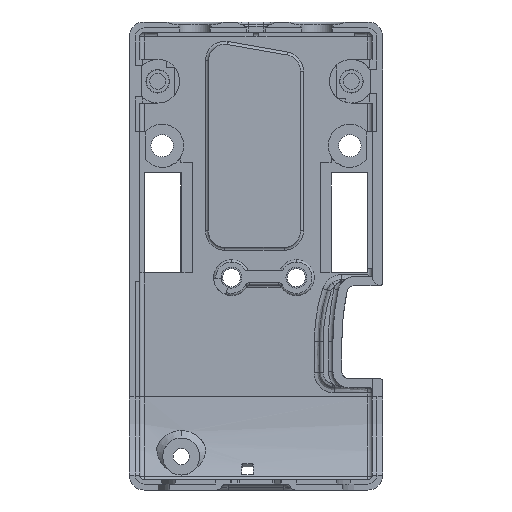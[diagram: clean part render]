
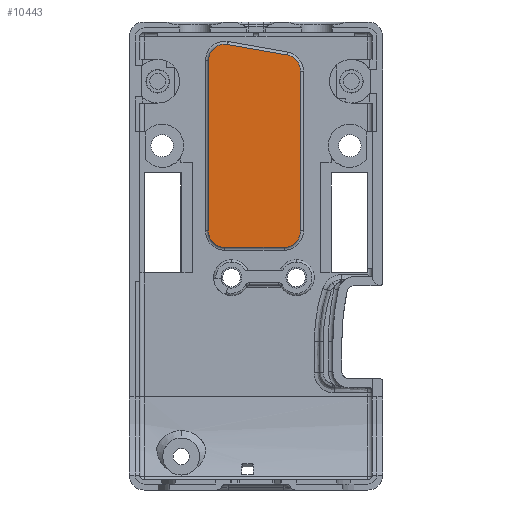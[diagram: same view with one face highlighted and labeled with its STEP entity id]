
A CAD part, front view. The second image highlights one B-rep face of the part: STEP entity #10443.
In plain terms, the highlighted planar face has unit normal (0, -1, 0).
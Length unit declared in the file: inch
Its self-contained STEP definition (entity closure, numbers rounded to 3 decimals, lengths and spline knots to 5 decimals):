
#767 = DIRECTION ( 'NONE',  ( 0., 0., -1. ) ) ;
#1195 = ORIENTED_EDGE ( 'NONE', *, *, #13201, .T. ) ;
#1411 = EDGE_CURVE ( 'NONE', #6599, #21540, #18830, .T. ) ;
#1466 = CARTESIAN_POINT ( 'NONE',  ( 0.29874, 0.28764, 2.68631 ) ) ;
#1521 = CARTESIAN_POINT ( 'NONE',  ( -0.20958, 0.28764, 1.61353 ) ) ;
#1582 = DIRECTION ( 'NONE',  ( 0., 0., -1. ) ) ;
#1607 = DIRECTION ( 'NONE',  ( 0., 0., -1. ) ) ;
#1994 = EDGE_CURVE ( 'NONE', #4629, #6236, #4882, .T. ) ;
#2193 = CIRCLE ( 'NONE', #9858, 0.11 ) ;
#2353 = ORIENTED_EDGE ( 'NONE', *, *, #19378, .T. ) ;
#2933 = CIRCLE ( 'NONE', #14071, 0.11 ) ;
#3290 = CARTESIAN_POINT ( 'NONE',  ( -0.20958, 0.28764, 2.75654 ) ) ;
#3402 = DIRECTION ( 'NONE',  ( 0., 0., -1. ) ) ;
#3793 = EDGE_CURVE ( 'NONE', #14700, #6599, #19542, .T. ) ;
#4140 = CARTESIAN_POINT ( 'NONE',  ( -0.20958, 0.28764, 2.75654 ) ) ;
#4536 = CARTESIAN_POINT ( 'NONE',  ( 0.29874, 0.28764, 1.61353 ) ) ;
#4629 = VERTEX_POINT ( 'NONE', #16725 ) ;
#4644 = DIRECTION ( 'NONE',  ( 0., 0., 1. ) ) ;
#4858 = CARTESIAN_POINT ( 'NONE',  ( -0.31958, 0.28764, 2.75654 ) ) ;
#4882 = LINE ( 'NONE', #18179, #19471 ) ;
#5037 = PLANE ( 'NONE',  #9480 ) ;
#5075 = CARTESIAN_POINT ( 'NONE',  ( -0.20958, 0.28764, 2.86654 ) ) ;
#5242 = FACE_OUTER_BOUND ( 'NONE', #14749, .T. ) ;
#5761 = CARTESIAN_POINT ( 'NONE',  ( -0.31958, 0.28764, 1.61353 ) ) ;
#6046 = ORIENTED_EDGE ( 'NONE', *, *, #1994, .T. ) ;
#6236 = VERTEX_POINT ( 'NONE', #17351 ) ;
#6359 = EDGE_CURVE ( 'NONE', #21540, #19622, #18327, .T. ) ;
#6599 = VERTEX_POINT ( 'NONE', #15256 ) ;
#7867 = DIRECTION ( 'NONE',  ( 0., -1., 0. ) ) ;
#8000 = DIRECTION ( 'NONE',  ( -0.985, 0., 0.174 ) ) ;
#8017 = CARTESIAN_POINT ( 'NONE',  ( -0.31958, 0.28764, 1.61353 ) ) ;
#8033 = LINE ( 'NONE', #4536, #15639 ) ;
#8104 = CARTESIAN_POINT ( 'NONE',  ( 0.00499, 0.28764, 2.83041 ) ) ;
#8145 = EDGE_CURVE ( 'NONE', #8406, #4629, #2933, .T. ) ;
#8265 = DIRECTION ( 'NONE',  ( 1., 0., 0. ) ) ;
#8406 = VERTEX_POINT ( 'NONE', #5761 ) ;
#8914 = AXIS2_PLACEMENT_3D ( 'NONE', #4140, #15596, #10784 ) ;
#9480 = AXIS2_PLACEMENT_3D ( 'NONE', #3290, #11893, #3402 ) ;
#9768 = AXIS2_PLACEMENT_3D ( 'NONE', #20380, #12108, #767 ) ;
#9858 = AXIS2_PLACEMENT_3D ( 'NONE', #11742, #16539, #1607 ) ;
#10300 = ORIENTED_EDGE ( 'NONE', *, *, #1411, .T. ) ;
#10443 = ADVANCED_FACE ( 'NONE', ( #5242 ), #5037, .T. ) ;
#10784 = DIRECTION ( 'NONE',  ( 0., 0., -1. ) ) ;
#11062 = CARTESIAN_POINT ( 'NONE',  ( 0.29874, 0.28764, 1.61353 ) ) ;
#11733 = EDGE_CURVE ( 'NONE', #6236, #19472, #2193, .T. ) ;
#11742 = CARTESIAN_POINT ( 'NONE',  ( 0.18874, 0.28764, 1.61353 ) ) ;
#11893 = DIRECTION ( 'NONE',  ( 0., -1., 0. ) ) ;
#11962 = DIRECTION ( 'NONE',  ( 0., -1., 0. ) ) ;
#12108 = DIRECTION ( 'NONE',  ( 0., -1., 0. ) ) ;
#13201 = EDGE_CURVE ( 'NONE', #19472, #17833, #8033, .T. ) ;
#13550 = CARTESIAN_POINT ( 'NONE',  ( 0.20784, 0.28764, 2.79464 ) ) ;
#13699 = DIRECTION ( 'NONE',  ( 0., 0., -1. ) ) ;
#14071 = AXIS2_PLACEMENT_3D ( 'NONE', #1521, #7867, #14832 ) ;
#14700 = VERTEX_POINT ( 'NONE', #13550 ) ;
#14749 = EDGE_LOOP ( 'NONE', ( #17467, #10300, #16515, #17466, #17118, #6046, #20492, #1195, #2353 ) ) ;
#14763 = VECTOR ( 'NONE', #8000, 39.37008 ) ;
#14828 = VECTOR ( 'NONE', #1582, 39.37008 ) ;
#14832 = DIRECTION ( 'NONE',  ( 0., 0., -1. ) ) ;
#14884 = LINE ( 'NONE', #8017, #14828 ) ;
#15256 = CARTESIAN_POINT ( 'NONE',  ( -0.19048, 0.28764, 2.86487 ) ) ;
#15596 = DIRECTION ( 'NONE',  ( 0., -1., 0. ) ) ;
#15639 = VECTOR ( 'NONE', #4644, 39.37008 ) ;
#16515 = ORIENTED_EDGE ( 'NONE', *, *, #6359, .T. ) ;
#16539 = DIRECTION ( 'NONE',  ( 0., -1., 0. ) ) ;
#16725 = CARTESIAN_POINT ( 'NONE',  ( -0.20958, 0.28764, 1.50353 ) ) ;
#16986 = AXIS2_PLACEMENT_3D ( 'NONE', #20222, #11962, #13699 ) ;
#17118 = ORIENTED_EDGE ( 'NONE', *, *, #8145, .T. ) ;
#17351 = CARTESIAN_POINT ( 'NONE',  ( 0.18874, 0.28764, 1.50353 ) ) ;
#17466 = ORIENTED_EDGE ( 'NONE', *, *, #21544, .T. ) ;
#17467 = ORIENTED_EDGE ( 'NONE', *, *, #3793, .T. ) ;
#17833 = VERTEX_POINT ( 'NONE', #1466 ) ;
#18179 = CARTESIAN_POINT ( 'NONE',  ( -0.20958, 0.28764, 1.50353 ) ) ;
#18327 = CIRCLE ( 'NONE', #8914, 0.11 ) ;
#18830 = CIRCLE ( 'NONE', #9768, 0.11 ) ;
#19055 = CIRCLE ( 'NONE', #16986, 0.11 ) ;
#19378 = EDGE_CURVE ( 'NONE', #17833, #14700, #19055, .T. ) ;
#19471 = VECTOR ( 'NONE', #8265, 39.37008 ) ;
#19472 = VERTEX_POINT ( 'NONE', #11062 ) ;
#19542 = LINE ( 'NONE', #8104, #14763 ) ;
#19622 = VERTEX_POINT ( 'NONE', #4858 ) ;
#20222 = CARTESIAN_POINT ( 'NONE',  ( 0.18874, 0.28764, 2.68631 ) ) ;
#20380 = CARTESIAN_POINT ( 'NONE',  ( -0.20958, 0.28764, 2.75654 ) ) ;
#20492 = ORIENTED_EDGE ( 'NONE', *, *, #11733, .T. ) ;
#21540 = VERTEX_POINT ( 'NONE', #5075 ) ;
#21544 = EDGE_CURVE ( 'NONE', #19622, #8406, #14884, .T. ) ;
